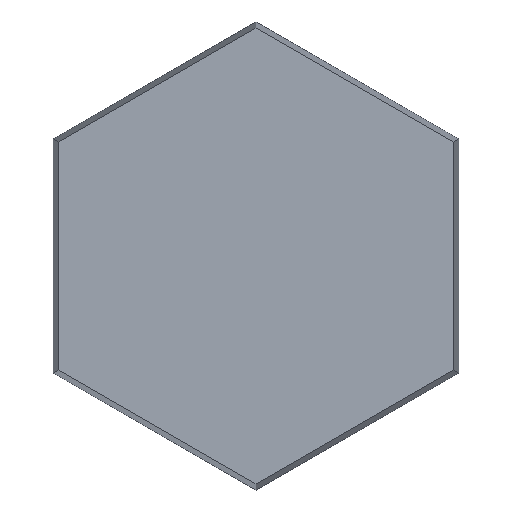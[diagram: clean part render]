
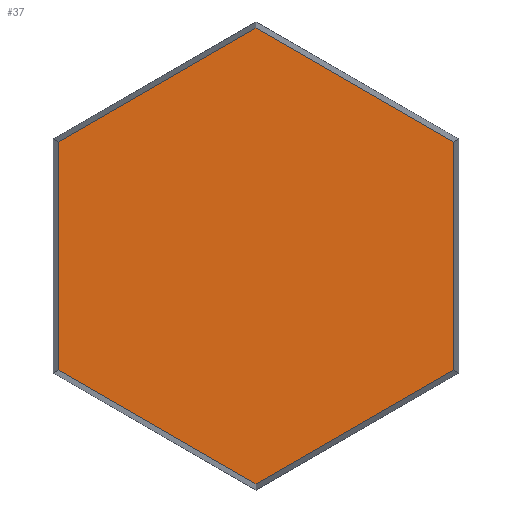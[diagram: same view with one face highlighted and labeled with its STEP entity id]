
A CAD part, front view. The second image highlights one B-rep face of the part: STEP entity #37.
In plain terms, the highlighted planar face has unit normal (0, -1, 0).
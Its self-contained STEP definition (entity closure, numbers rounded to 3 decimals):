
#37 = ADVANCED_FACE( '', ( #78 ), #79, .F. );
#78 = FACE_OUTER_BOUND( '', #121, .T. );
#79 = PLANE( '', #122 );
#121 = EDGE_LOOP( '', ( #160, #161, #162, #163, #164, #165 ) );
#122 = AXIS2_PLACEMENT_3D( '', #166, #167, #168 );
#160 = ORIENTED_EDGE( '', *, *, #243, .F. );
#161 = ORIENTED_EDGE( '', *, *, #244, .F. );
#162 = ORIENTED_EDGE( '', *, *, #245, .F. );
#163 = ORIENTED_EDGE( '', *, *, #246, .F. );
#164 = ORIENTED_EDGE( '', *, *, #247, .F. );
#165 = ORIENTED_EDGE( '', *, *, #248, .F. );
#166 = CARTESIAN_POINT( '', ( 0., 0., 0. ) );
#167 = DIRECTION( '', ( 0., 1., 0. ) );
#168 = DIRECTION( '', ( 0., 0., 1. ) );
#243 = EDGE_CURVE( '', #277, #278, #279, .T. );
#244 = EDGE_CURVE( '', #280, #277, #281, .T. );
#245 = EDGE_CURVE( '', #282, #280, #283, .T. );
#246 = EDGE_CURVE( '', #284, #282, #285, .T. );
#247 = EDGE_CURVE( '', #286, #284, #287, .T. );
#248 = EDGE_CURVE( '', #278, #286, #288, .T. );
#277 = VERTEX_POINT( '', #324 );
#278 = VERTEX_POINT( '', #325 );
#279 = LINE( '', #326, #327 );
#280 = VERTEX_POINT( '', #328 );
#281 = LINE( '', #329, #330 );
#282 = VERTEX_POINT( '', #331 );
#283 = LINE( '', #332, #333 );
#284 = VERTEX_POINT( '', #334 );
#285 = LINE( '', #335, #336 );
#286 = VERTEX_POINT( '', #337 );
#287 = LINE( '', #338, #339 );
#288 = LINE( '', #340, #341 );
#324 = CARTESIAN_POINT( '', ( -12.173, 0., -7.028 ) );
#325 = CARTESIAN_POINT( '', ( -12.173, 0., 7.028 ) );
#326 = CARTESIAN_POINT( '', ( -12.173, 0., 0. ) );
#327 = VECTOR( '', #389, 1000. );
#328 = CARTESIAN_POINT( '', ( 0., 0., -14.056 ) );
#329 = CARTESIAN_POINT( '', ( -6.086, 0., -10.542 ) );
#330 = VECTOR( '', #390, 1000. );
#331 = CARTESIAN_POINT( '', ( 12.173, 0., -7.028 ) );
#332 = CARTESIAN_POINT( '', ( 6.086, 0., -10.542 ) );
#333 = VECTOR( '', #391, 1000. );
#334 = CARTESIAN_POINT( '', ( 12.173, 0., 7.028 ) );
#335 = CARTESIAN_POINT( '', ( 12.173, 0., 0. ) );
#336 = VECTOR( '', #392, 1000. );
#337 = CARTESIAN_POINT( '', ( 0., 0., 14.056 ) );
#338 = CARTESIAN_POINT( '', ( 6.086, 0., 10.542 ) );
#339 = VECTOR( '', #393, 1000. );
#340 = CARTESIAN_POINT( '', ( -6.086, 0., 10.542 ) );
#341 = VECTOR( '', #394, 1000. );
#389 = DIRECTION( '', ( 0., 0., 1. ) );
#390 = DIRECTION( '', ( -0.866, 0., 0.5 ) );
#391 = DIRECTION( '', ( -0.866, 0., -0.5 ) );
#392 = DIRECTION( '', ( 0., 0., -1. ) );
#393 = DIRECTION( '', ( 0.866, 0., -0.5 ) );
#394 = DIRECTION( '', ( 0.866, 0., 0.5 ) );
